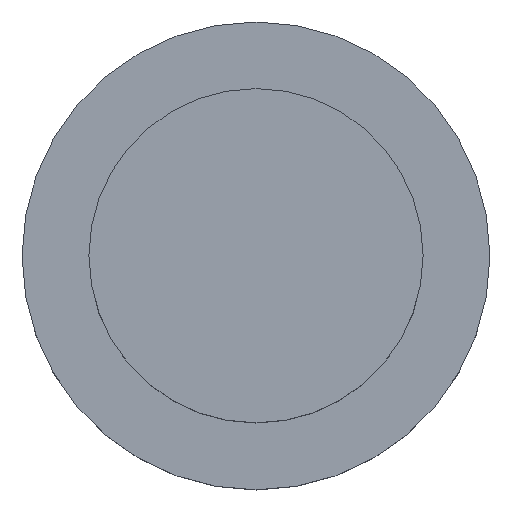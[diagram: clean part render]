
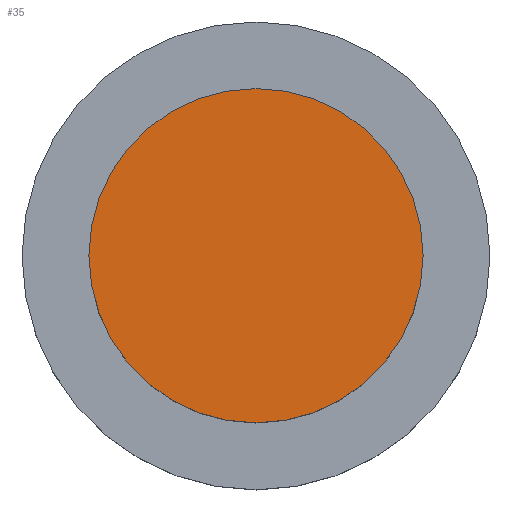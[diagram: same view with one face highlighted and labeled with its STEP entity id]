
A CAD part, top view. The second image highlights one B-rep face of the part: STEP entity #35.
In plain terms, the highlighted planar face has unit normal (0, 0, 1).
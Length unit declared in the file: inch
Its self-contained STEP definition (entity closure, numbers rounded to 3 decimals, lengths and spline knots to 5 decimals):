
#4 = EDGE_CURVE ( 'NONE', #335, #310, #159, .T. ) ;
#12 = DIRECTION ( 'NONE',  ( 1., 0., 0. ) ) ;
#14 = DIRECTION ( 'NONE',  ( 0., 0., 1. ) ) ;
#35 = ADVANCED_FACE ( 'NONE', ( #338 ), #167, .T. ) ;
#37 = CARTESIAN_POINT ( 'NONE',  ( 0., 0., 0.19685 ) ) ;
#38 = DIRECTION ( 'NONE',  ( 1., 0., 0. ) ) ;
#71 = AXIS2_PLACEMENT_3D ( 'NONE', #87, #344, #12 ) ;
#87 = CARTESIAN_POINT ( 'NONE',  ( 0., 0., 0.19685 ) ) ;
#96 = ORIENTED_EDGE ( 'NONE', *, *, #115, .T. ) ;
#102 = CARTESIAN_POINT ( 'NONE',  ( 0.29528, 0., 0.19685 ) ) ;
#115 = EDGE_CURVE ( 'NONE', #310, #335, #279, .T. ) ;
#141 = DIRECTION ( 'NONE',  ( 1., 0., 0. ) ) ;
#146 = AXIS2_PLACEMENT_3D ( 'NONE', #282, #285, #141 ) ;
#157 = CARTESIAN_POINT ( 'NONE',  ( -0.29528, 0., 0.19685 ) ) ;
#159 = CIRCLE ( 'NONE', #219, 0.29528 ) ;
#167 = PLANE ( 'NONE',  #71 ) ;
#219 = AXIS2_PLACEMENT_3D ( 'NONE', #37, #14, #38 ) ;
#259 = ORIENTED_EDGE ( 'NONE', *, *, #4, .T. ) ;
#279 = CIRCLE ( 'NONE', #146, 0.29528 ) ;
#282 = CARTESIAN_POINT ( 'NONE',  ( 0., 0., 0.19685 ) ) ;
#285 = DIRECTION ( 'NONE',  ( 0., 0., 1. ) ) ;
#310 = VERTEX_POINT ( 'NONE', #102 ) ;
#323 = EDGE_LOOP ( 'NONE', ( #259, #96 ) ) ;
#335 = VERTEX_POINT ( 'NONE', #157 ) ;
#338 = FACE_OUTER_BOUND ( 'NONE', #323, .T. ) ;
#344 = DIRECTION ( 'NONE',  ( 0., 0., 1. ) ) ;
